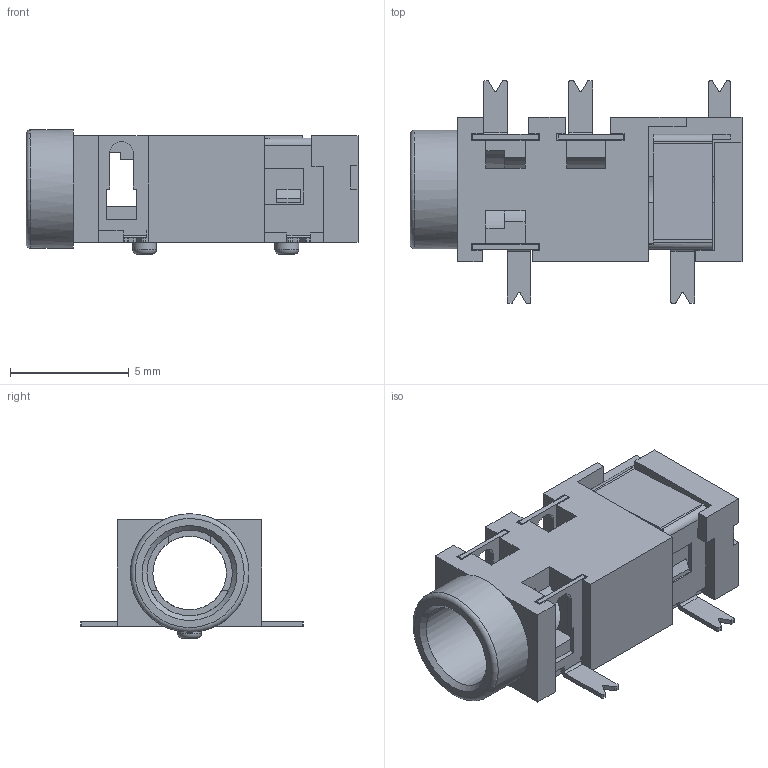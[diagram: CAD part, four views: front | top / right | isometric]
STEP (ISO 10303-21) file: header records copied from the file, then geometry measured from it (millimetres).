
FILE_DESCRIPTION(('FreeCAD Model'),'2;1');
FILE_NAME('XKB_PJ-327A0-SMT.step','2021-03-23T23:56:35',('kicad StepUp'),( 'ksu MCAD'),'Open CASCADE STEP processor 7.3','FreeCAD','Unknown');
FILE_SCHEMA(('AUTOMOTIVE_DESIGN { 1 0 10303 214 1 1 1 1 }'));
Length unit declared in the file: millimetre
Products named in the file (1): XKB_PJ-327A0-SMT
Bounding box: 14 x 9.4 x 5.25 mm (x, y, z)
Volume: 203 mm3; surface area: 626.6 mm2
Topology: 2 solids, 2 shells, 665 faces, 1941 edges, 1287 vertices
Faces by surface type: plane 614, cylinder 47, torus 3, cone 1
Full cylindrical faces by diameter (mm): 1 x2, 3.1 x1, 3.6 x1, 5 x1
Entity records: 26352 total; most frequent: CARTESIAN_POINT 3894, ORIENTED_EDGE 3882, DIRECTION 3396, EDGE_CURVE 1941, LINE 1818, VECTOR 1818, VERTEX_POINT 1287, AXIS2_PLACEMENT_3D 789
